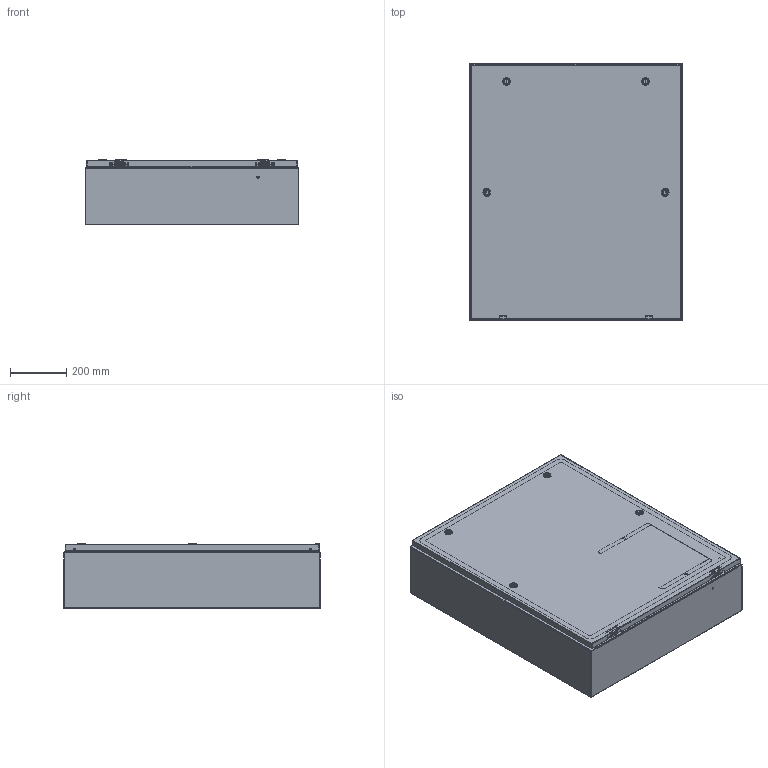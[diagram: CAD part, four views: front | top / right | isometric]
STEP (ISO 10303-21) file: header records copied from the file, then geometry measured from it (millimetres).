
FILE_DESCRIPTION (( 'STEP AP214' ), '1' );
FILE_NAME ('SCE-30EL3608LP.STEP', '2022-10-13T12:22:09', ( '' ), ( '' ), 'SwSTEP 2.0', 'SolidWorks 2021', '' );
FILE_SCHEMA (( 'AUTOMOTIVE_DESIGN' ));
Length unit declared in the file: inch
Products named in the file (1): SCE-30EL3608LP
Bounding box: 762 x 914.4 x 234.45 mm (x, y, z)
Volume: 6702552.1 mm3; surface area: 6207004.8 mm2
Topology: 61 solids, 61 shells, 3703 faces, 9613 edges, 6018 vertices
Faces by surface type: plane 1465, cylinder 1168, bspline 762, cone 148, torus 110, sphere 50
Entity records: 199091 total; most frequent: CARTESIAN_POINT 65763, ORIENTED_EDGE 19030, DIRECTION 15797, EDGE_CURVE 9515, VERTEX_POINT 6018, AXIS2_PLACEMENT_3D 5756, VECTOR 4285, LINE 4285
